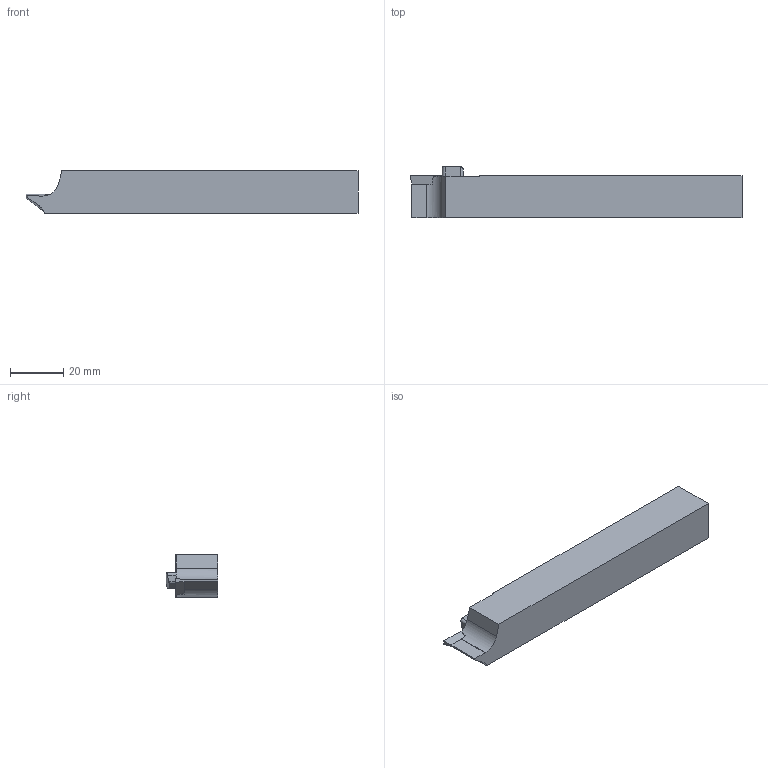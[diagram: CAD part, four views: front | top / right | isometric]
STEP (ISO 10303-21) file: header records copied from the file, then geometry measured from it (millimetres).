
FILE_DESCRIPTION (( 'STEP AP214' ), '1' );
FILE_NAME ('ISO-148-09.STEP', '2017-05-29T07:05:51', ( '' ), ( '' ), 'SwSTEP 2.0', 'SolidWorks 2016', '' );
FILE_SCHEMA (( 'AUTOMOTIVE_DESIGN' ));
Length unit declared in the file: millimetre
Products named in the file (1): ISO-148-09
Bounding box: 125 x 19.38 x 15.88 mm (x, y, z)
Volume: 29391.5 mm3; surface area: 8194.6 mm2
Topology: 1 solids, 1 shells, 45 faces, 130 edges, 84 vertices
Faces by surface type: plane 35, cylinder 9, cone 1
Entity records: 1611 total; most frequent: CARTESIAN_POINT 306, ORIENTED_EDGE 260, DIRECTION 227, EDGE_CURVE 130, VECTOR 101, LINE 101, VERTEX_POINT 84, AXIS2_PLACEMENT_3D 63
